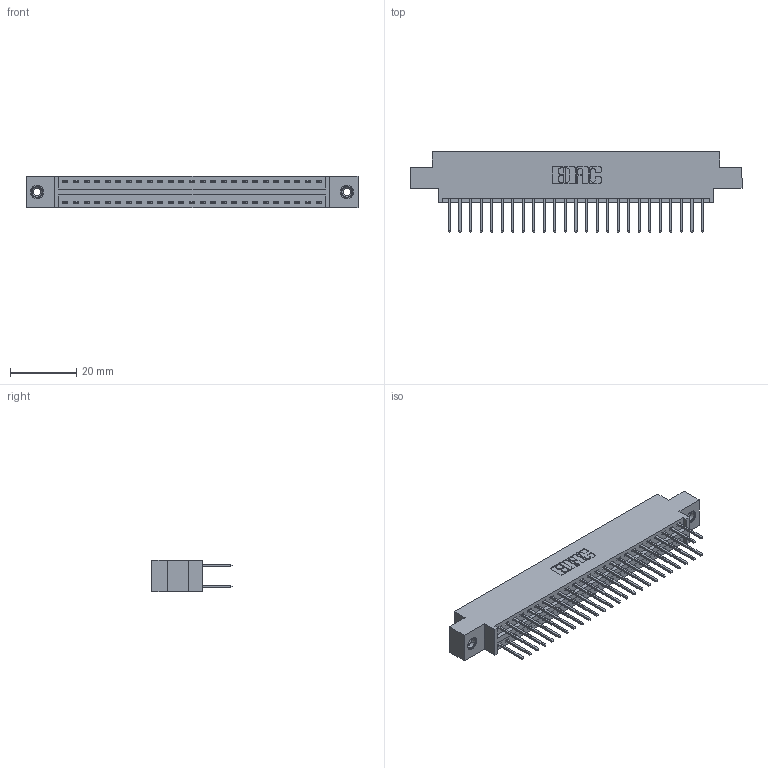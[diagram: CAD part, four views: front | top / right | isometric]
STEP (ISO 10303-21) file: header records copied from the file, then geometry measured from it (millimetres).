
FILE_DESCRIPTION (( 'STEP AP203' ), '1' );
FILE_NAME ('396-050-526-808.STEP', '2018-09-08T03:57:02', ( '' ), ( '' ), 'SwSTEP 2.0', 'SolidWorks 2016', '' );
FILE_SCHEMA (( 'CONFIG_CONTROL_DESIGN' ));
Length unit declared in the file: inch
Products named in the file (4): 346 Part_0.170 Offset - 0.156 Dia-TI; 345-292-001_345-293-126; 345-250-001_345-250-003-102; 396-050-526-808
Assembly tree (53 placements, depth 2):
  396-050-526-808
    346 Part_0.170 Offset - 0.156 Dia-TI
    345-292-001_345-293-126  x50
    345-250-001_345-250-003-102  x2
Bounding box: 99.95 x 24.13 x 9.4 mm (x, y, z)
Volume: 9535.1 mm3; surface area: 13406.1 mm2
Topology: 53 solids, 53 shells, 2786 faces, 8227 edges, 5410 vertices
Faces by surface type: plane 1862, cylinder 908, cone 12, torus 4
Entity records: 19940 total; most frequent: CARTESIAN_POINT 3295, ORIENTED_EDGE 3222, DIRECTION 2981, EDGE_CURVE 1611, LINE 1359, VECTOR 1359, VERTEX_POINT 1068, AXIS2_PLACEMENT_3D 811
